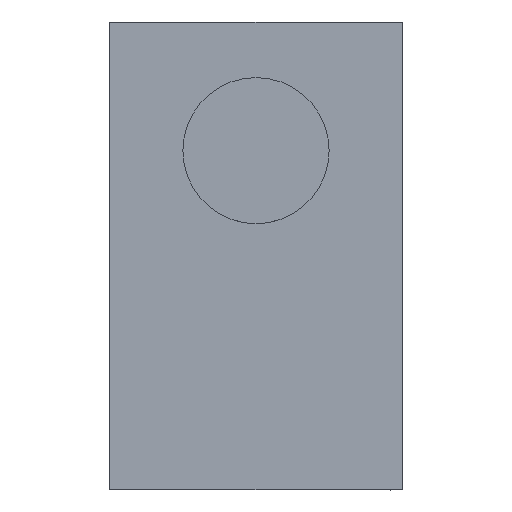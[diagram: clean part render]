
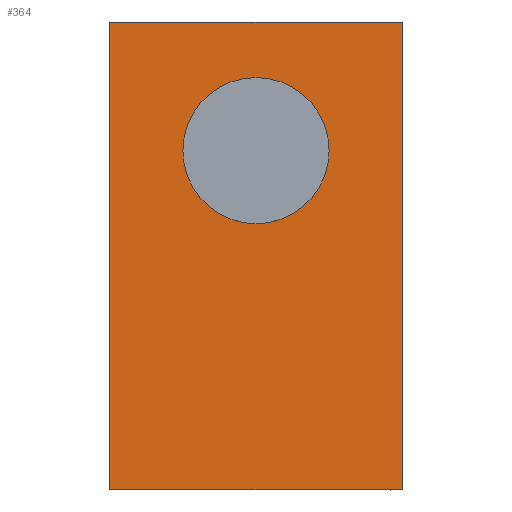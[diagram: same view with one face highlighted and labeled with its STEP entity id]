
A CAD part, top view. The second image highlights one B-rep face of the part: STEP entity #364.
In plain terms, the highlighted planar face has unit normal (0, 0, 1).
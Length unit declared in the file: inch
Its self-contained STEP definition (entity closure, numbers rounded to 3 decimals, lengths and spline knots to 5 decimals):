
#2 = CARTESIAN_POINT ( 'NONE',  ( 0.025, 0., 0.0115 ) ) ;
#4 = DIRECTION ( 'NONE',  ( 0., 1., 0. ) ) ;
#11 = VERTEX_POINT ( 'NONE', #388 ) ;
#29 = VERTEX_POINT ( 'NONE', #425 ) ;
#81 = FACE_OUTER_BOUND ( 'NONE', #208, .T. ) ;
#89 = ORIENTED_EDGE ( 'NONE', *, *, #164, .F. ) ;
#105 = CARTESIAN_POINT ( 'NONE',  ( -0.025, 0., 0.0115 ) ) ;
#164 = EDGE_CURVE ( 'NONE', #11, #606, #537, .T. ) ;
#169 = EDGE_CURVE ( 'NONE', #29, #270, #216, .T. ) ;
#176 = ORIENTED_EDGE ( 'NONE', *, *, #502, .F. ) ;
#186 = VECTOR ( 'NONE', #4, 39.37008 ) ;
#193 = CARTESIAN_POINT ( 'NONE',  ( 0., 0., 0.0115 ) ) ;
#208 = EDGE_LOOP ( 'NONE', ( #560, #479, #89, #176 ) ) ;
#212 = VECTOR ( 'NONE', #361, 39.37008 ) ;
#216 = LINE ( 'NONE', #2, #549 ) ;
#244 = DIRECTION ( 'NONE',  ( 0., 0., -1. ) ) ;
#266 = LINE ( 'NONE', #356, #592 ) ;
#270 = VERTEX_POINT ( 'NONE', #351 ) ;
#348 = DIRECTION ( 'NONE',  ( 0., -1., 0. ) ) ;
#351 = CARTESIAN_POINT ( 'NONE',  ( 0.025, -0.04, 0.0115 ) ) ;
#356 = CARTESIAN_POINT ( 'NONE',  ( 0., -0.04, 0.0115 ) ) ;
#361 = DIRECTION ( 'NONE',  ( 1., 0., 0. ) ) ;
#364 = ADVANCED_FACE ( 'NONE', ( #81 ), #624, .F. ) ;
#388 = CARTESIAN_POINT ( 'NONE',  ( -0.025, -0.04, 0.0115 ) ) ;
#406 = CARTESIAN_POINT ( 'NONE',  ( -0.025, 0.04, 0.0115 ) ) ;
#425 = CARTESIAN_POINT ( 'NONE',  ( 0.025, 0.04, 0.0115 ) ) ;
#452 = AXIS2_PLACEMENT_3D ( 'NONE', #193, #244, #464 ) ;
#455 = DIRECTION ( 'NONE',  ( -1., 0., 0. ) ) ;
#464 = DIRECTION ( 'NONE',  ( -1., 0., 0. ) ) ;
#477 = LINE ( 'NONE', #629, #212 ) ;
#479 = ORIENTED_EDGE ( 'NONE', *, *, #566, .F. ) ;
#502 = EDGE_CURVE ( 'NONE', #270, #11, #266, .T. ) ;
#537 = LINE ( 'NONE', #105, #186 ) ;
#549 = VECTOR ( 'NONE', #348, 39.37008 ) ;
#560 = ORIENTED_EDGE ( 'NONE', *, *, #169, .F. ) ;
#566 = EDGE_CURVE ( 'NONE', #606, #29, #477, .T. ) ;
#592 = VECTOR ( 'NONE', #455, 39.37008 ) ;
#606 = VERTEX_POINT ( 'NONE', #406 ) ;
#624 = PLANE ( 'NONE',  #452 ) ;
#629 = CARTESIAN_POINT ( 'NONE',  ( 0., 0.04, 0.0115 ) ) ;
